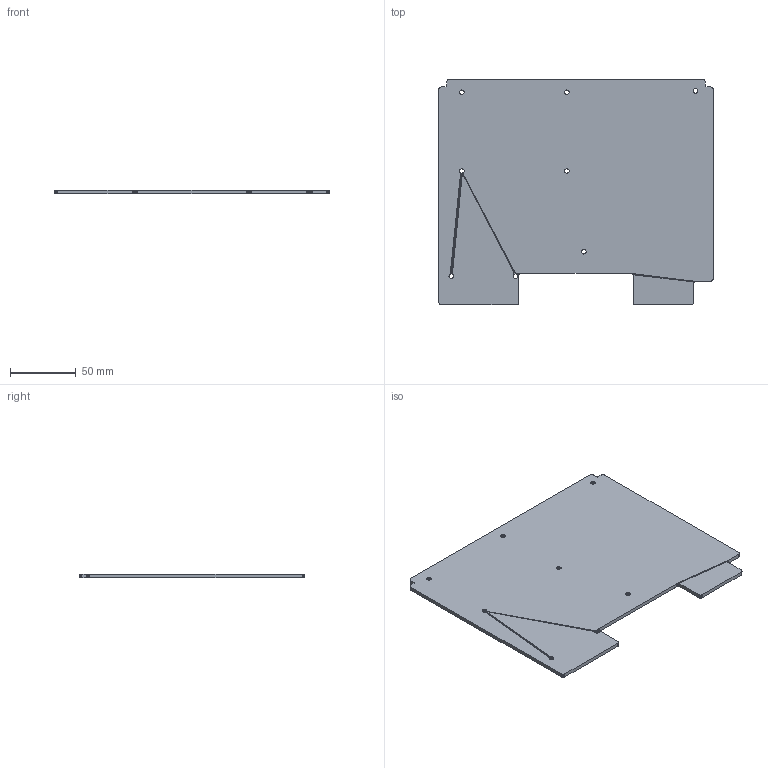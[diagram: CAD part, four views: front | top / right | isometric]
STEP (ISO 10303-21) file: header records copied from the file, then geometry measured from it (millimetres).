
FILE_DESCRIPTION(('FreeCAD Model'),'2;1');
FILE_NAME('./VORON-0/STLs/V0_Crew_Mods/deck-panel.step', '2020-04-30T21:39:08',('FreeCAD'),('FreeCAD'), 'Open CASCADE STEP processor 7.3','FreeCAD','Unknown');
FILE_SCHEMA(('AUTOMOTIVE_DESIGN { 1 0 10303 214 1 1 1 1 }'));
Length unit declared in the file: millimetre
Products named in the file (1): Open CASCADE STEP translator 7.3 1
Bounding box: 209 x 172 x 2.82 mm (x, y, z)
Surface area: 69374.6 mm2 (no closed solid volume)
Topology: 0 solids, 1 shells, 613 faces, 1202 edges, 580 vertices
Faces by surface type: plane 613
Entity records: 14506 total; most frequent: DIRECTION 2430, ORIENTED_EDGE 2404, CARTESIAN_POINT 2396, EDGE_CURVE 1202, LINE 1202, VECTOR 1202, FACE_BOUND 618, EDGE_LOOP 618
